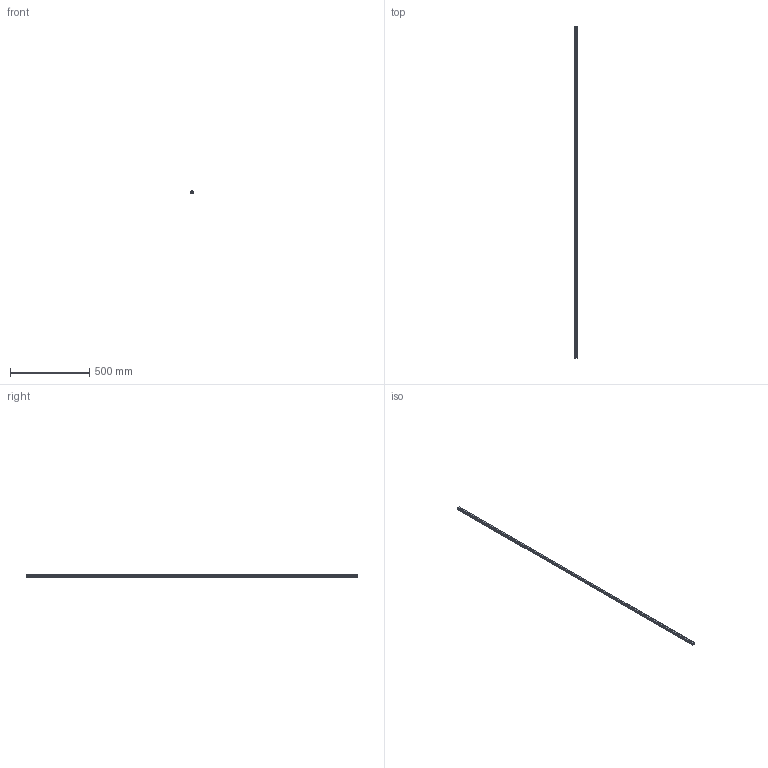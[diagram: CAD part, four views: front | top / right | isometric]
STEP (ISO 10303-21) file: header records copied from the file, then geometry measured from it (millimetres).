
FILE_DESCRIPTION(('STEP AP214'),'1');
FILE_NAME('cctmp_0613D1EF-2A7F-44BA-8002-9BCE707DC481_2021_01_19_13_06_23_0921..stp','2021-01-19T12:06:24',('HIWIN GmbH'),('CADClick - www.CADClick.com'),'Spatial InterOp 3D',' ','unknown authorization');
FILE_SCHEMA(('AUTOMOTIVE_DESIGN'));
Length unit declared in the file: millimetre
Products named in the file (1): HGR15T2090C_FILE
Bounding box: 15 x 2090 x 15 mm (x, y, z)
Volume: 392297.7 mm3; surface area: 132703.9 mm2
Topology: 1 solids, 1 shells, 255 faces, 677 edges, 393 vertices
Faces by surface type: cylinder 96, plane 89, cone 70
Entity records: 9417 total; most frequent: DIRECTION 1311, CARTESIAN_POINT 1256, ORIENTED_EDGE 1214, EDGE_CURVE 607, AXIS2_PLACEMENT_3D 448, LINE 415, VECTOR 415, VERTEX_POINT 393
